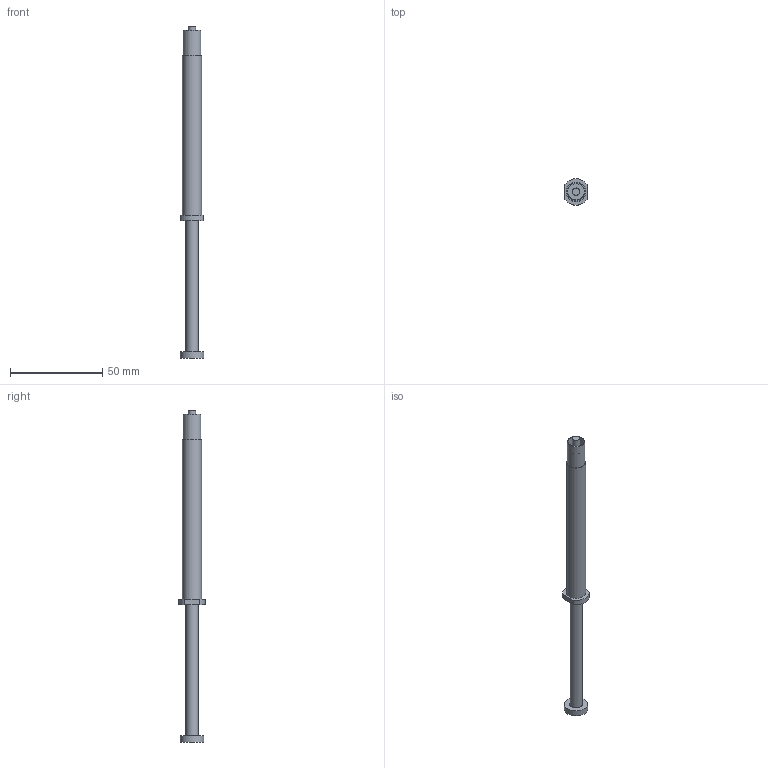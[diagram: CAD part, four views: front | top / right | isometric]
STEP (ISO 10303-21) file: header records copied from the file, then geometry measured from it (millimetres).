
FILE_DESCRIPTION(('FreeCAD Model'),'2;1');
FILE_NAME('syringe.step','2019-03-28T07:52:03',('Author'),(''), 'Open CASCADE STEP processor 6.9','FreeCAD','Unknown');
FILE_SCHEMA(('AUTOMOTIVE_DESIGN { 1 0 10303 214 1 1 1 1 }'));
Length unit declared in the file: millimetre
Products named in the file (2): syringe_barrel_step1_01; syringe_plunger_step1_01
Bounding box: 12.67 x 14.28 x 179.75 mm (x, y, z)
Volume: 8880.7 mm3; surface area: 8494.7 mm2
Topology: 2 solids, 2 shells, 31 faces, 48 edges, 32 vertices
Faces by surface type: plane 17, cylinder 14
Full cylindrical faces by diameter (mm): 2.6 x1, 4 x1, 6.7 x1, 6.8 x1, 7.21 x1, 7.25 x1, 7.26 x2, 8.8 x1, 9.5 x1, 10.4 x1, 12.67 x1
Entity records: 1391 total; most frequent: CARTESIAN_POINT 244, DIRECTION 230, ORIENTED_EDGE 96, PCURVE 96, DEFINITIONAL_REPRESENTATION 96, LINE 88, VECTOR 88, AXIS2_PLACEMENT_3D 60
